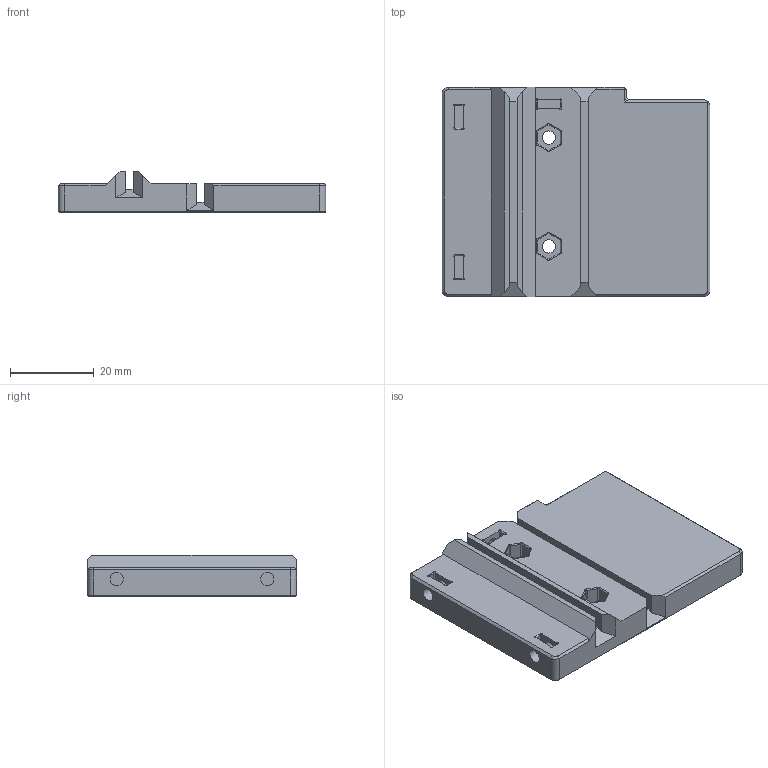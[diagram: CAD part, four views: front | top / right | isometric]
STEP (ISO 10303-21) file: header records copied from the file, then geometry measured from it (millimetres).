
FILE_DESCRIPTION(/* description */ (''),/* implementation_level */ '2;1');
FILE_NAME(/* name */ 'electronics-case-rail-l_R.stp',/* time_stamp */ '2024-01-26T09:41:12+01:00',/* author */ ('Mikuláček'),/* organization */ (''),/* preprocessor_version */ 'ST-DEVELOPER v19.2',/* originating_system */ 'Autodesk Inventor 2023',/* authorisation */ '');
FILE_SCHEMA (('AUTOMOTIVE_DESIGN { 1 0 10303 214 3 1 1 }'));
Length unit declared in the file: millimetre
Products named in the file (1): electronics-case-rail-l
Bounding box: 64 x 50 x 10 mm (x, y, z)
Volume: 21450.1 mm3; surface area: 9411 mm2
Topology: 1 solids, 1 shells, 191 faces, 504 edges, 328 vertices
Faces by surface type: plane 130, cylinder 37, bspline 16, cone 8
Full cylindrical faces by diameter (mm): 3.2 x9
Entity records: 6026 total; most frequent: CARTESIAN_POINT 1232, ORIENTED_EDGE 1008, DIRECTION 945, EDGE_CURVE 504, LINE 351, VECTOR 351, VERTEX_POINT 328, AXIS2_PLACEMENT_3D 297
